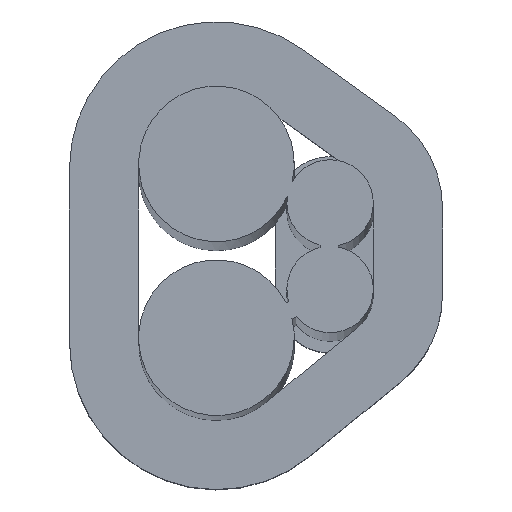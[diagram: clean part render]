
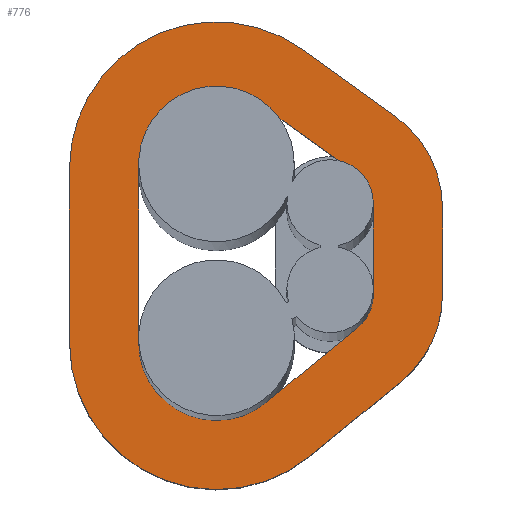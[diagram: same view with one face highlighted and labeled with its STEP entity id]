
A CAD part, top view. The second image highlights one B-rep face of the part: STEP entity #776.
In plain terms, the highlighted planar face has unit normal (0, 0, 1).
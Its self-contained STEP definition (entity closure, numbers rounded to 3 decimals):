
#120=PLANE('',#846);
#172=VECTOR('',#989,1.);
#176=VECTOR('',#1000,1.);
#180=VECTOR('',#1011,1.);
#183=VECTOR('',#1021,1.);
#184=VECTOR('',#1023,1.);
#185=VECTOR('',#1024,1.);
#186=VECTOR('',#1025,1.);
#187=VECTOR('',#1026,1.);
#238=LINE('',#1192,#172);
#242=LINE('',#1204,#176);
#246=LINE('',#1216,#180);
#249=LINE('',#1225,#183);
#250=LINE('',#1227,#184);
#251=LINE('',#1228,#185);
#252=LINE('',#1229,#186);
#253=LINE('',#1230,#187);
#262=VERTEX_POINT('',#1046);
#264=VERTEX_POINT('',#1049);
#270=VERTEX_POINT('',#1063);
#272=VERTEX_POINT('',#1066);
#282=VERTEX_POINT('',#1088);
#284=VERTEX_POINT('',#1091);
#298=VERTEX_POINT('',#1139);
#299=VERTEX_POINT('',#1140);
#312=VERTEX_POINT('',#1183);
#313=VERTEX_POINT('',#1185);
#315=VERTEX_POINT('',#1191);
#317=VERTEX_POINT('',#1197);
#319=VERTEX_POINT('',#1203);
#321=VERTEX_POINT('',#1209);
#323=VERTEX_POINT('',#1215);
#325=VERTEX_POINT('',#1221);
#328=CIRCLE('',#785,0.5);
#332=CIRCLE('',#790,0.5);
#338=CIRCLE('',#797,0.9);
#344=CIRCLE('',#812,0.9);
#355=CIRCLE('',#832,1.7);
#357=CIRCLE('',#836,1.7);
#359=CIRCLE('',#840,1.3);
#361=CIRCLE('',#844,1.3);
#367=EDGE_CURVE('',#264,#262,#328,.T.);
#375=EDGE_CURVE('',#272,#270,#332,.T.);
#387=EDGE_CURVE('',#284,#282,#338,.T.);
#412=EDGE_CURVE('',#298,#299,#344,.T.);
#434=EDGE_CURVE('',#312,#313,#355,.T.);
#438=EDGE_CURVE('',#315,#312,#238,.T.);
#441=EDGE_CURVE('',#317,#315,#357,.T.);
#444=EDGE_CURVE('',#319,#317,#242,.T.);
#447=EDGE_CURVE('',#321,#319,#359,.T.);
#450=EDGE_CURVE('',#323,#321,#246,.T.);
#453=EDGE_CURVE('',#325,#323,#361,.T.);
#455=EDGE_CURVE('',#313,#325,#249,.T.);
#456=EDGE_CURVE('',#282,#298,#250,.T.);
#457=EDGE_CURVE('',#299,#264,#251,.T.);
#458=EDGE_CURVE('',#262,#272,#252,.T.);
#459=EDGE_CURVE('',#270,#284,#253,.T.);
#620=ORIENTED_EDGE('',*,*,#456,.T.);
#621=ORIENTED_EDGE('',*,*,#412,.T.);
#622=ORIENTED_EDGE('',*,*,#457,.T.);
#623=ORIENTED_EDGE('',*,*,#367,.T.);
#624=ORIENTED_EDGE('',*,*,#458,.T.);
#625=ORIENTED_EDGE('',*,*,#375,.T.);
#626=ORIENTED_EDGE('',*,*,#459,.T.);
#627=ORIENTED_EDGE('',*,*,#387,.T.);
#628=ORIENTED_EDGE('',*,*,#434,.F.);
#629=ORIENTED_EDGE('',*,*,#438,.F.);
#630=ORIENTED_EDGE('',*,*,#441,.F.);
#631=ORIENTED_EDGE('',*,*,#444,.F.);
#632=ORIENTED_EDGE('',*,*,#447,.F.);
#633=ORIENTED_EDGE('',*,*,#450,.F.);
#634=ORIENTED_EDGE('',*,*,#453,.F.);
#635=ORIENTED_EDGE('',*,*,#455,.F.);
#700=EDGE_LOOP('',(#620,#621,#622,#623,#624,#625,#626,#627));
#701=EDGE_LOOP('',(#628,#629,#630,#631,#632,#633,#634,#635));
#740=FACE_BOUND('',#700,.T.);
#741=FACE_BOUND('',#701,.T.);
#776=ADVANCED_FACE('',(#740,#741),#120,.F.);
#785=AXIS2_PLACEMENT_3D('',#1048,#861,#862);
#790=AXIS2_PLACEMENT_3D('',#1065,#875,#876);
#797=AXIS2_PLACEMENT_3D('',#1090,#895,#896);
#812=AXIS2_PLACEMENT_3D('',#1138,#938,#939);
#832=AXIS2_PLACEMENT_3D('',#1184,#983,#984);
#836=AXIS2_PLACEMENT_3D('',#1198,#995,#996);
#840=AXIS2_PLACEMENT_3D('',#1210,#1006,#1007);
#844=AXIS2_PLACEMENT_3D('',#1222,#1017,#1018);
#846=AXIS2_PLACEMENT_3D('',#1226,#1022,$);
#861=DIRECTION('',(0.,0.,-1.));
#862=DIRECTION('',(-0.5,0.,0.));
#875=DIRECTION('',(0.,0.,-1.));
#876=DIRECTION('',(-0.5,0.,0.));
#895=DIRECTION('',(0.,0.,-1.));
#896=DIRECTION('',(-0.9,0.,0.));
#938=DIRECTION('',(0.,0.,-1.));
#939=DIRECTION('',(-0.9,0.,0.));
#983=DIRECTION('',(0.,0.,-1.));
#984=DIRECTION('',(-1.7,0.,0.));
#989=DIRECTION('',(0.,1.,0.));
#995=DIRECTION('',(0.,0.,-1.));
#996=DIRECTION('',(-1.7,0.,0.));
#1000=DIRECTION('',(-0.774,-0.633,0.));
#1006=DIRECTION('',(0.,0.,-1.));
#1007=DIRECTION('',(-1.3,0.,0.));
#1011=DIRECTION('',(0.,-1.,0.));
#1017=DIRECTION('',(0.,0.,-1.));
#1018=DIRECTION('',(-1.3,0.,0.));
#1021=DIRECTION('',(0.812,-0.584,0.));
#1022=DIRECTION('',(0.,0.,-1.));
#1023=DIRECTION('',(0.,1.,0.));
#1024=DIRECTION('',(0.812,-0.584,0.));
#1025=DIRECTION('',(0.,-1.,0.));
#1026=DIRECTION('',(-0.774,-0.633,0.));
#1046=CARTESIAN_POINT('',(1.814,-0.452,27.5));
#1048=CARTESIAN_POINT('',(1.314,-0.452,27.5));
#1049=CARTESIAN_POINT('',(1.606,-0.046,27.5));
#1063=CARTESIAN_POINT('',(1.631,-1.839,27.5));
#1065=CARTESIAN_POINT('',(1.314,-1.452,27.5));
#1066=CARTESIAN_POINT('',(1.814,-1.452,27.5));
#1088=CARTESIAN_POINT('',(-0.9,-2.01,27.5));
#1090=CARTESIAN_POINT('',(0.,-2.01,27.5));
#1091=CARTESIAN_POINT('',(0.57,-2.707,27.5));
#1138=CARTESIAN_POINT('',(0.,0.,27.5));
#1139=CARTESIAN_POINT('',(-0.9,0.,27.5));
#1140=CARTESIAN_POINT('',(0.525,0.731,27.5));
#1183=CARTESIAN_POINT('',(-1.7,0.,27.5));
#1184=CARTESIAN_POINT('',(0.,0.,27.5));
#1185=CARTESIAN_POINT('',(0.992,1.38,27.5));
#1191=CARTESIAN_POINT('',(-1.7,-2.01,27.5));
#1192=CARTESIAN_POINT('',(-1.7,-2.01,27.5));
#1197=CARTESIAN_POINT('',(1.076,-3.326,27.5));
#1198=CARTESIAN_POINT('',(0.,-2.01,27.5));
#1203=CARTESIAN_POINT('',(2.137,-2.458,27.5));
#1204=CARTESIAN_POINT('',(2.137,-2.458,27.5));
#1209=CARTESIAN_POINT('',(2.614,-1.452,27.5));
#1210=CARTESIAN_POINT('',(1.314,-1.452,27.5));
#1215=CARTESIAN_POINT('',(2.614,-0.452,27.5));
#1216=CARTESIAN_POINT('',(2.614,-0.452,27.5));
#1221=CARTESIAN_POINT('',(2.073,0.604,27.5));
#1222=CARTESIAN_POINT('',(1.314,-0.452,27.5));
#1225=CARTESIAN_POINT('',(0.992,1.38,27.5));
#1226=CARTESIAN_POINT('',(0.,0.,27.5));
#1227=CARTESIAN_POINT('',(-0.9,-2.01,27.5));
#1228=CARTESIAN_POINT('',(0.525,0.731,27.5));
#1229=CARTESIAN_POINT('',(1.814,-0.452,27.5));
#1230=CARTESIAN_POINT('',(1.631,-1.839,27.5));
